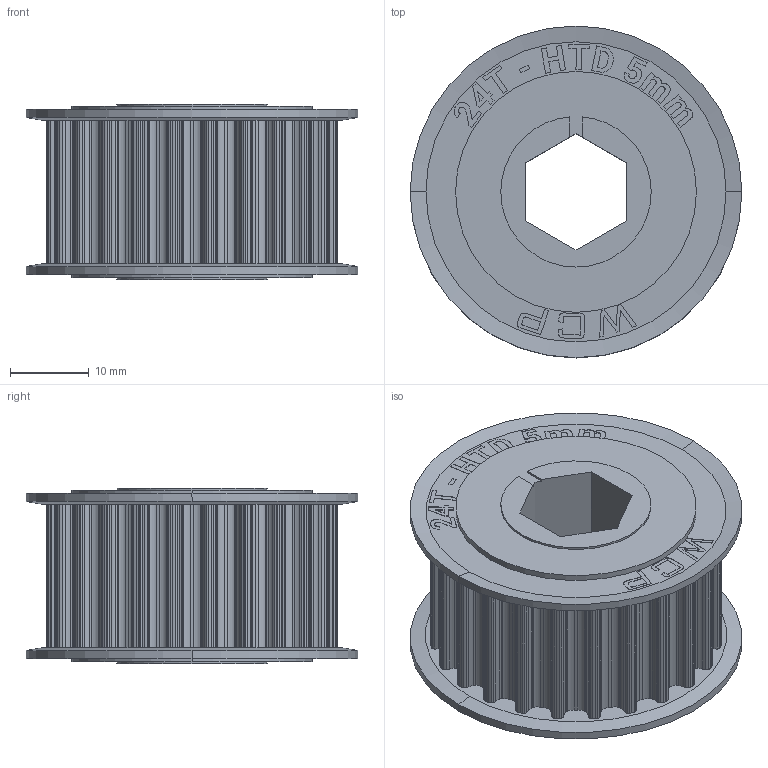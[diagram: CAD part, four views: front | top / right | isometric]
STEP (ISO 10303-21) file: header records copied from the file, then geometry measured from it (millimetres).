
FILE_DESCRIPTION (( 'STEP AP214' ), '1' );
FILE_NAME ('WCP-0992 Rev1.step', '2023-08-16T19:23:20', ( '' ), ( '' ), 'SwSTEP 2.0', 'SolidWorks 2022', '' );
FILE_SCHEMA (( 'AUTOMOTIVE_DESIGN' ));
Length unit declared in the file: inch
Products named in the file (1): WCP-0992 Rev1
Bounding box: 42 x 42 x 22.23 mm (x, y, z)
Volume: 18058.8 mm3; surface area: 9122.3 mm2
Topology: 3 solids, 3 shells, 658 faces, 1891 edges, 1258 vertices
Faces by surface type: cylinder 375, plane 232, bspline 43, cone 8
Entity records: 24021 total; most frequent: CARTESIAN_POINT 6227, DIRECTION 3795, ORIENTED_EDGE 3782, EDGE_CURVE 1891, AXIS2_PLACEMENT_3D 1374, VERTEX_POINT 1258, LINE 1047, VECTOR 1047
